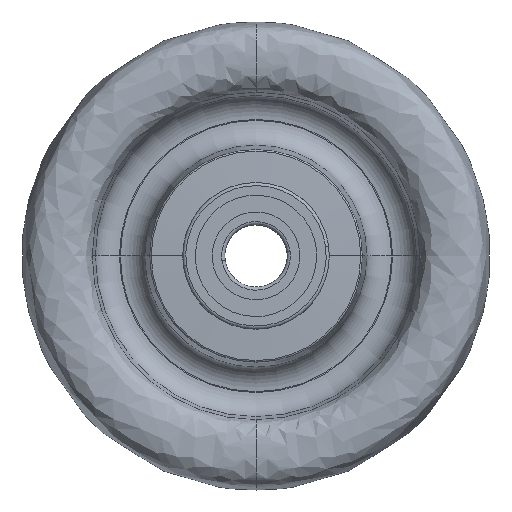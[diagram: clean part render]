
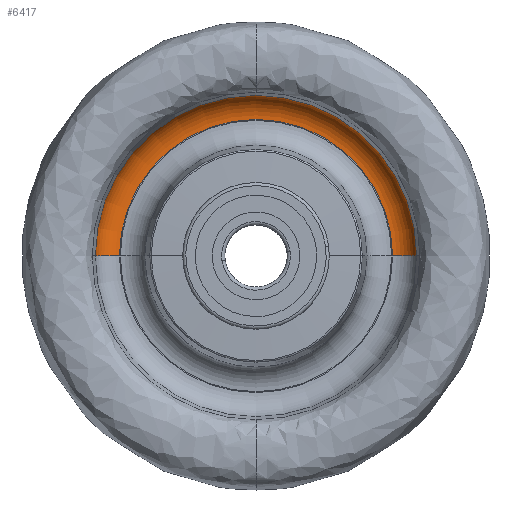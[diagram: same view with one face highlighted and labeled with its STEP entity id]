
A CAD part, top view. The second image highlights one B-rep face of the part: STEP entity #6417.
In plain terms, the highlighted toroidal (fillet/blend) face has major radius 43.754 mm and minor radius 8 mm.
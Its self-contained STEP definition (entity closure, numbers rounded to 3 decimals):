
#17 = EDGE_CURVE ( 'NONE', #1482, #3089, #1353, .T. ) ;
#137 = DIRECTION ( 'NONE',  ( 0., -1., 0. ) ) ;
#183 = CARTESIAN_POINT ( 'NONE',  ( 38.605, -6.188, 161.878 ) ) ;
#286 = ORIENTED_EDGE ( 'NONE', *, *, #3651, .F. ) ;
#572 = AXIS2_PLACEMENT_3D ( 'NONE', #3721, #137, #770 ) ;
#770 = DIRECTION ( 'NONE',  ( 1., 0., 0. ) ) ;
#1110 = FACE_OUTER_BOUND ( 'NONE', #7722, .T. ) ;
#1165 = DIRECTION ( 'NONE',  ( 0., 0., -1. ) ) ;
#1353 = CIRCLE ( 'NONE', #6685, 8. ) ;
#1482 = VERTEX_POINT ( 'NONE', #3116 ) ;
#1613 = AXIS2_PLACEMENT_3D ( 'NONE', #3484, #1165, #7680 ) ;
#1862 = VERTEX_POINT ( 'NONE', #183 ) ;
#1999 = ORIENTED_EDGE ( 'NONE', *, *, #3571, .T. ) ;
#2316 = CARTESIAN_POINT ( 'NONE',  ( -12.91, -6.188, 161.878 ) ) ;
#2477 = CARTESIAN_POINT ( 'NONE',  ( 30.844, -6.188, 155.818 ) ) ;
#2610 = CARTESIAN_POINT ( 'NONE',  ( -64.425, -6.188, 161.878 ) ) ;
#2709 = CIRCLE ( 'NONE', #5859, 51.515 ) ;
#2886 = DIRECTION ( 'NONE',  ( -1., 0., 0. ) ) ;
#3089 = VERTEX_POINT ( 'NONE', #2610 ) ;
#3116 = CARTESIAN_POINT ( 'NONE',  ( -56.664, -6.188, 155.818 ) ) ;
#3147 = EDGE_CURVE ( 'NONE', #3729, #1862, #3173, .T. ) ;
#3173 = CIRCLE ( 'NONE', #572, 8. ) ;
#3174 = DIRECTION ( 'NONE',  ( 0., 0., 1. ) ) ;
#3484 = CARTESIAN_POINT ( 'NONE',  ( -12.91, -6.188, 155.818 ) ) ;
#3571 = EDGE_CURVE ( 'NONE', #1482, #3729, #5524, .T. ) ;
#3650 = ORIENTED_EDGE ( 'NONE', *, *, #3147, .T. ) ;
#3651 = EDGE_CURVE ( 'NONE', #3089, #1862, #2709, .T. ) ;
#3701 = DIRECTION ( 'NONE',  ( -1., 0., 0. ) ) ;
#3721 = CARTESIAN_POINT ( 'NONE',  ( 30.844, -6.188, 163.818 ) ) ;
#3729 = VERTEX_POINT ( 'NONE', #2477 ) ;
#4429 = DIRECTION ( 'NONE',  ( 0., 0., 1. ) ) ;
#4680 = AXIS2_PLACEMENT_3D ( 'NONE', #5568, #3174, #3701 ) ;
#4903 = TOROIDAL_SURFACE ( 'NONE', #4680, 43.754, 8. ) ;
#5524 = CIRCLE ( 'NONE', #1613, 43.754 ) ;
#5568 = CARTESIAN_POINT ( 'NONE',  ( -12.91, -6.188, 163.818 ) ) ;
#5850 = CARTESIAN_POINT ( 'NONE',  ( -56.664, -6.188, 163.818 ) ) ;
#5859 = AXIS2_PLACEMENT_3D ( 'NONE', #2316, #6469, #2886 ) ;
#6234 = ORIENTED_EDGE ( 'NONE', *, *, #17, .F. ) ;
#6294 = DIRECTION ( 'NONE',  ( 0., 1., 0. ) ) ;
#6417 = ADVANCED_FACE ( 'NONE', ( #1110 ), #4903, .F. ) ;
#6469 = DIRECTION ( 'NONE',  ( 0., 0., -1. ) ) ;
#6685 = AXIS2_PLACEMENT_3D ( 'NONE', #5850, #6294, #4429 ) ;
#7680 = DIRECTION ( 'NONE',  ( -1., 0., 0. ) ) ;
#7722 = EDGE_LOOP ( 'NONE', ( #1999, #3650, #286, #6234 ) ) ;
